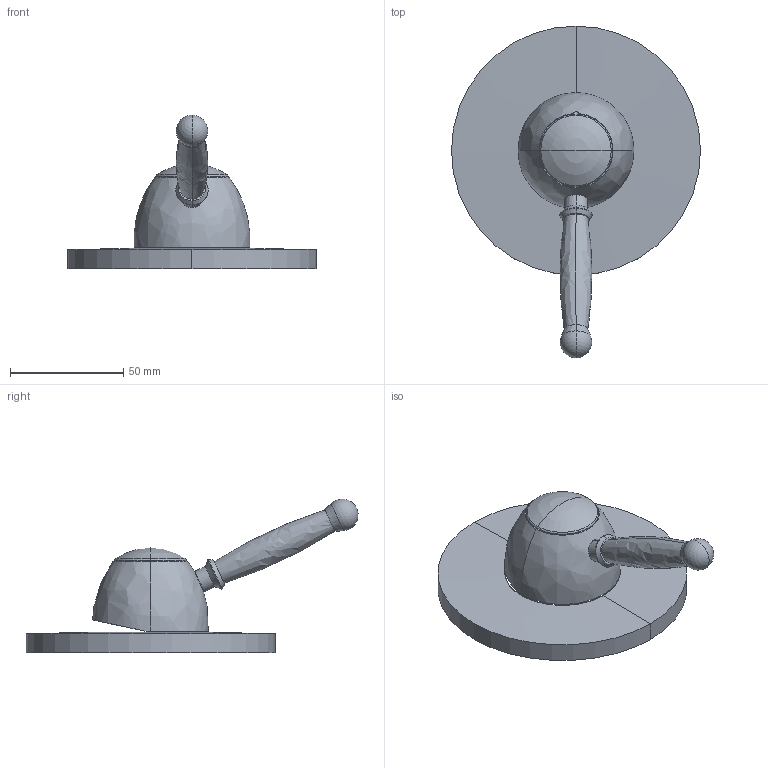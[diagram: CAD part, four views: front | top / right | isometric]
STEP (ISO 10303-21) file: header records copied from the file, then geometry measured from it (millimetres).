
FILE_DESCRIPTION((''),'2;1');
FILE_NAME('GI011CREST','2021-11-10T15:30:25',('ut3'),('PAFFONI SpA'),'CREO PARAMETRIC BY PTC INC, 2020044','CREO PARAMETRIC BY PTC INC, 2020044','');
FILE_SCHEMA(('CONFIG_CONTROL_DESIGN','SHAPE_APPEARANCE_LAYERS_GROUPS'));
Length unit declared in the file: millimetre
Products named in the file (1): GI011CREST
Bounding box: 110 x 146.63 x 67.86 mm (x, y, z)
Volume: 52593.5 mm3; surface area: 41968 mm2
Topology: 3 solids, 3 shells, 211 faces, 544 edges, 345 vertices
Faces by surface type: plane 113, cylinder 46, cone 30, torus 10, sphere 6, bspline 6
Entity records: 8390 total; most frequent: CARTESIAN_POINT 1594, DIRECTION 1162, ORIENTED_EDGE 1076, EDGE_CURVE 538, AXIS2_PLACEMENT_3D 453, VERTEX_POINT 345, VECTOR 256, LINE 256
